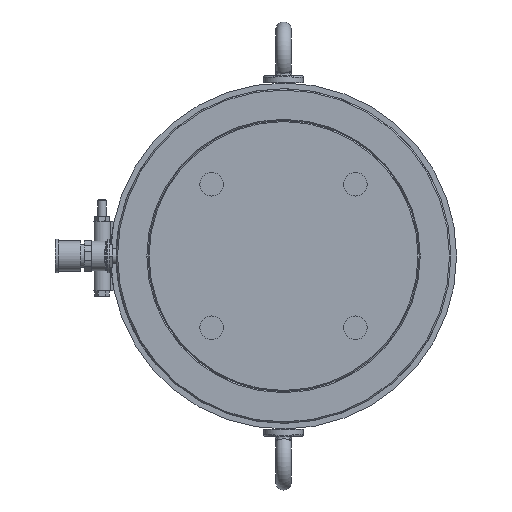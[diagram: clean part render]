
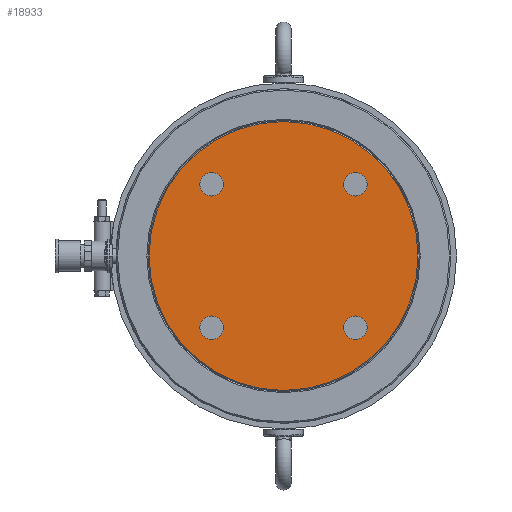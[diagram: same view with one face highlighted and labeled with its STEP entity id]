
A CAD part, left-side view. The second image highlights one B-rep face of the part: STEP entity #18933.
In plain terms, the highlighted planar face has unit normal (-1, 0, 0).
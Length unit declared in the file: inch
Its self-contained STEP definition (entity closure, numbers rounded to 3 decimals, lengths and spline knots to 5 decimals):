
#240 = CARTESIAN_POINT ( 'NONE',  ( -9.366, 3.1643, -3.1643 ) ) ;
#332 = ORIENTED_EDGE ( 'NONE', *, *, #20599, .F. ) ;
#930 = CARTESIAN_POINT ( 'NONE',  ( -9.366, -3.1643, -2.64265 ) ) ;
#4732 = DIRECTION ( 'NONE',  ( -1., 0., 0. ) ) ;
#6406 = EDGE_LOOP ( 'NONE', ( #25317 ) ) ;
#6918 = CARTESIAN_POINT ( 'NONE',  ( -9.366, 3.1643, 3.1643 ) ) ;
#7589 = EDGE_CURVE ( 'NONE', #30098, #30098, #14056, .T. ) ;
#7886 = CARTESIAN_POINT ( 'NONE',  ( -9.366, -3.1643, 3.68596 ) ) ;
#7953 = FACE_BOUND ( 'NONE', #6406, .T. ) ;
#8398 = DIRECTION ( 'NONE',  ( 0., 0., 1. ) ) ;
#10849 = FACE_BOUND ( 'NONE', #31221, .T. ) ;
#11234 = FACE_OUTER_BOUND ( 'NONE', #26171, .T. ) ;
#11875 = AXIS2_PLACEMENT_3D ( 'NONE', #23371, #26825, #35890 ) ;
#12400 = VERTEX_POINT ( 'NONE', #25116 ) ;
#12843 = CARTESIAN_POINT ( 'NONE',  ( -9.366, -3.1643, -3.1643 ) ) ;
#13879 = DIRECTION ( 'NONE',  ( 0., 0., 1. ) ) ;
#14056 = CIRCLE ( 'NONE', #15394, 0.52165 ) ;
#14759 = CARTESIAN_POINT ( 'NONE',  ( -9.366, -3.1643, 3.1643 ) ) ;
#15041 = EDGE_CURVE ( 'NONE', #28844, #28844, #16489, .T. ) ;
#15394 = AXIS2_PLACEMENT_3D ( 'NONE', #240, #23024, #22835 ) ;
#16489 = CIRCLE ( 'NONE', #21734, 0.52165 ) ;
#17183 = PLANE ( 'NONE',  #11875 ) ;
#18933 = ADVANCED_FACE ( 'NONE', ( #30114, #7953, #20464, #10849, #11234 ), #17183, .F. ) ;
#19000 = CARTESIAN_POINT ( 'NONE',  ( -9.366, 3.1643, 3.68596 ) ) ;
#20464 = FACE_BOUND ( 'NONE', #20953, .T. ) ;
#20599 = EDGE_CURVE ( 'NONE', #26356, #26356, #25931, .T. ) ;
#20953 = EDGE_LOOP ( 'NONE', ( #26638 ) ) ;
#21287 = CARTESIAN_POINT ( 'NONE',  ( -9.366, 0., 0. ) ) ;
#21734 = AXIS2_PLACEMENT_3D ( 'NONE', #6918, #35449, #13879 ) ;
#21997 = ORIENTED_EDGE ( 'NONE', *, *, #15041, .F. ) ;
#22727 = EDGE_CURVE ( 'NONE', #23307, #23307, #29901, .T. ) ;
#22835 = DIRECTION ( 'NONE',  ( 0., 0., 1. ) ) ;
#23024 = DIRECTION ( 'NONE',  ( -1., 0., 0. ) ) ;
#23307 = VERTEX_POINT ( 'NONE', #930 ) ;
#23371 = CARTESIAN_POINT ( 'NONE',  ( -9.366, 0., 0. ) ) ;
#23977 = DIRECTION ( 'NONE',  ( -1., 0., 0. ) ) ;
#25116 = CARTESIAN_POINT ( 'NONE',  ( -9.366, 0., 5.925 ) ) ;
#25317 = ORIENTED_EDGE ( 'NONE', *, *, #7589, .F. ) ;
#25931 = CIRCLE ( 'NONE', #39076, 0.52165 ) ;
#26171 = EDGE_LOOP ( 'NONE', ( #30178 ) ) ;
#26356 = VERTEX_POINT ( 'NONE', #7886 ) ;
#26638 = ORIENTED_EDGE ( 'NONE', *, *, #22727, .F. ) ;
#26825 = DIRECTION ( 'NONE',  ( 1., 0., 0. ) ) ;
#26902 = EDGE_LOOP ( 'NONE', ( #21997 ) ) ;
#28844 = VERTEX_POINT ( 'NONE', #19000 ) ;
#29901 = CIRCLE ( 'NONE', #33195, 0.52165 ) ;
#30098 = VERTEX_POINT ( 'NONE', #36687 ) ;
#30114 = FACE_BOUND ( 'NONE', #26902, .T. ) ;
#30178 = ORIENTED_EDGE ( 'NONE', *, *, #37915, .T. ) ;
#31221 = EDGE_LOOP ( 'NONE', ( #332 ) ) ;
#31720 = DIRECTION ( 'NONE',  ( 0., 0., 1. ) ) ;
#33195 = AXIS2_PLACEMENT_3D ( 'NONE', #12843, #4732, #31720 ) ;
#35449 = DIRECTION ( 'NONE',  ( -1., 0., 0. ) ) ;
#35890 = DIRECTION ( 'NONE',  ( 0., 0., -1. ) ) ;
#36535 = DIRECTION ( 'NONE',  ( -1., 0., 0. ) ) ;
#36687 = CARTESIAN_POINT ( 'NONE',  ( -9.366, 3.1643, -2.64265 ) ) ;
#36840 = AXIS2_PLACEMENT_3D ( 'NONE', #21287, #23977, #40200 ) ;
#37915 = EDGE_CURVE ( 'NONE', #12400, #12400, #38177, .T. ) ;
#38177 = CIRCLE ( 'NONE', #36840, 5.925 ) ;
#39076 = AXIS2_PLACEMENT_3D ( 'NONE', #14759, #36535, #8398 ) ;
#40200 = DIRECTION ( 'NONE',  ( 0., 0., 1. ) ) ;
